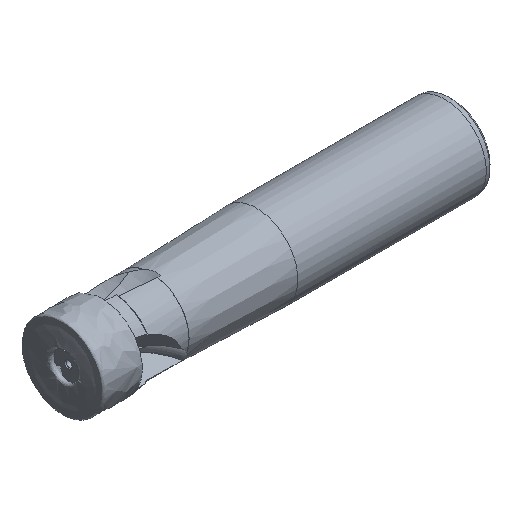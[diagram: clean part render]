
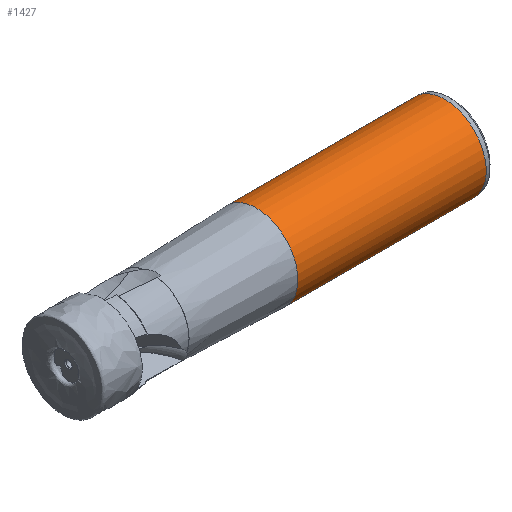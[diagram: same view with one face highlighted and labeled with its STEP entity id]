
A CAD part, isometric view. The second image highlights one B-rep face of the part: STEP entity #1427.
In plain terms, the highlighted cylindrical face has radius 12.5 mm (diameter 25 mm), a full revolution.
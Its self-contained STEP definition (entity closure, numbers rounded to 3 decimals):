
#113 = VECTOR ( 'NONE', #2562, 1000. ) ;
#212 = EDGE_CURVE ( 'NONE', #4228, #2600, #2044, .T. ) ;
#268 = CARTESIAN_POINT ( 'NONE',  ( 75.153, 13.597, 3.089 ) ) ;
#293 = CARTESIAN_POINT ( 'NONE',  ( 91.15, 9.7, -7.884 ) ) ;
#339 = CYLINDRICAL_SURFACE ( 'NONE', #1195, 12.5 ) ;
#367 = ORIENTED_EDGE ( 'NONE', *, *, #1459, .T. ) ;
#452 = EDGE_CURVE ( 'NONE', #2538, #3006, #2185, .T. ) ;
#490 = AXIS2_PLACEMENT_3D ( 'NONE', #593, #3572, #1259 ) ;
#544 = FACE_OUTER_BOUND ( 'NONE', #3835, .T. ) ;
#578 = CARTESIAN_POINT ( 'NONE',  ( 96.203, 13.597, 3.089 ) ) ;
#593 = CARTESIAN_POINT ( 'NONE',  ( 114.85, 0., 0. ) ) ;
#822 = ORIENTED_EDGE ( 'NONE', *, *, #4149, .T. ) ;
#841 = ORIENTED_EDGE ( 'NONE', *, *, #2907, .T. ) ;
#879 = CARTESIAN_POINT ( 'NONE',  ( 57.911, 0., 0. ) ) ;
#897 = ORIENTED_EDGE ( 'NONE', *, *, #1822, .T. ) ;
#901 = CARTESIAN_POINT ( 'NONE',  ( 100.1, 9.7, 7.884 ) ) ;
#1024 = CARTESIAN_POINT ( 'NONE',  ( 57.911, 0., -12.5 ) ) ;
#1131 = EDGE_CURVE ( 'NONE', #3006, #4005, #3567, .T. ) ;
#1195 = AXIS2_PLACEMENT_3D ( 'NONE', #1469, #2783, #2196 ) ;
#1205 = VERTEX_POINT ( 'NONE', #2316 ) ;
#1217 = DIRECTION ( 'NONE',  ( 0., 0., -1. ) ) ;
#1239 = CARTESIAN_POINT ( 'NONE',  ( 75.153, 13.597, -3.089 ) ) ;
#1259 = DIRECTION ( 'NONE',  ( 0., 0., 1. ) ) ;
#1427 = ADVANCED_FACE ( 'NONE', ( #544, #3935, #3834 ), #339, .T. ) ;
#1445 = VERTEX_POINT ( 'NONE', #1024 ) ;
#1446 = DIRECTION ( 'NONE',  ( -1., 0., 0. ) ) ;
#1459 = EDGE_CURVE ( 'NONE', #4188, #2538, #2479, .T. ) ;
#1469 = CARTESIAN_POINT ( 'NONE',  ( 0., 0., 0. ) ) ;
#1517 = CARTESIAN_POINT ( 'NONE',  ( 91.15, 9.7, -7.884 ) ) ;
#1519 = VECTOR ( 'NONE', #1582, 1000. ) ;
#1560 = CIRCLE ( 'NONE', #3998, 12.5 ) ;
#1582 = DIRECTION ( 'NONE',  ( 1., 0., 0. ) ) ;
#1593 = CARTESIAN_POINT ( 'NONE',  ( 95.047, 13.597, 3.089 ) ) ;
#1621 = ORIENTED_EDGE ( 'NONE', *, *, #452, .T. ) ;
#1738 = EDGE_CURVE ( 'NONE', #1445, #1445, #1560, .T. ) ;
#1822 = EDGE_CURVE ( 'NONE', #1205, #4228, #4165, .T. ) ;
#1827 = CARTESIAN_POINT ( 'NONE',  ( 100.1, 9.7, -7.884 ) ) ;
#1862 = CARTESIAN_POINT ( 'NONE',  ( 100.1, 9.7, 7.884 ) ) ;
#1883 = ORIENTED_EDGE ( 'NONE', *, *, #3033, .T. ) ;
#1898 = CARTESIAN_POINT ( 'NONE',  ( 0., 9.7, -7.884 ) ) ;
#2044 = LINE ( 'NONE', #3152, #113 ) ;
#2082 = CARTESIAN_POINT ( 'NONE',  ( 91.15, 9.7, 7.884 ) ) ;
#2185 = LINE ( 'NONE', #1898, #1519 ) ;
#2196 = DIRECTION ( 'NONE',  ( 0., 0., 1. ) ) ;
#2241 = CARTESIAN_POINT ( 'NONE',  ( 95.047, 13.597, -3.089 ) ) ;
#2316 = CARTESIAN_POINT ( 'NONE',  ( 79.05, 9.7, 7.884 ) ) ;
#2319 = EDGE_LOOP ( 'NONE', ( #2420 ) ) ;
#2376 = LINE ( 'NONE', #3169, #3249 ) ;
#2420 = ORIENTED_EDGE ( 'NONE', *, *, #1738, .T. ) ;
#2479 =( BOUNDED_CURVE ( )  B_SPLINE_CURVE ( 3, ( #901, #578, #2860, #3199 ),
 .UNSPECIFIED., .F., .T. ) 
 B_SPLINE_CURVE_WITH_KNOTS ( ( 4, 4 ),
 ( 5.601, 6.966 ),
 .UNSPECIFIED. ) 
 CURVE ( )  GEOMETRIC_REPRESENTATION_ITEM ( )  RATIONAL_B_SPLINE_CURVE ( ( 1., 0.851, 0.851, 1. ) ) 
 REPRESENTATION_ITEM ( '' )  );
#2521 = VECTOR ( 'NONE', #1446, 1000. ) ;
#2534 = CARTESIAN_POINT ( 'NONE',  ( 79.05, 9.7, 7.884 ) ) ;
#2538 = VERTEX_POINT ( 'NONE', #1827 ) ;
#2562 = DIRECTION ( 'NONE',  ( 1., 0., 0. ) ) ;
#2600 = VERTEX_POINT ( 'NONE', #1517 ) ;
#2783 = DIRECTION ( 'NONE',  ( -1., 0., 0. ) ) ;
#2842 = EDGE_LOOP ( 'NONE', ( #1883, #841, #897, #3296 ) ) ;
#2860 = CARTESIAN_POINT ( 'NONE',  ( 96.203, 13.597, -3.089 ) ) ;
#2870 =( BOUNDED_CURVE ( )  B_SPLINE_CURVE ( 3, ( #293, #2241, #1593, #3905 ),
 .UNSPECIFIED., .F., .F. ) 
 B_SPLINE_CURVE_WITH_KNOTS ( ( 4, 4 ),
 ( 2.459, 3.824 ),
 .UNSPECIFIED. ) 
 CURVE ( )  GEOMETRIC_REPRESENTATION_ITEM ( )  RATIONAL_B_SPLINE_CURVE ( ( 1., 0.851, 0.851, 1. ) ) 
 REPRESENTATION_ITEM ( '' )  );
#2907 = EDGE_CURVE ( 'NONE', #3404, #1205, #2376, .T. ) ;
#2957 = ORIENTED_EDGE ( 'NONE', *, *, #1131, .T. ) ;
#3006 = VERTEX_POINT ( 'NONE', #3550 ) ;
#3033 = EDGE_CURVE ( 'NONE', #2600, #3404, #2870, .T. ) ;
#3050 = CARTESIAN_POINT ( 'NONE',  ( 114.85, 9.7, 7.884 ) ) ;
#3139 = CARTESIAN_POINT ( 'NONE',  ( 0., 9.7, 7.884 ) ) ;
#3152 = CARTESIAN_POINT ( 'NONE',  ( 0., 9.7, -7.884 ) ) ;
#3169 = CARTESIAN_POINT ( 'NONE',  ( 0., 9.7, 7.884 ) ) ;
#3180 = DIRECTION ( 'NONE',  ( 1., 0., 0. ) ) ;
#3199 = CARTESIAN_POINT ( 'NONE',  ( 100.1, 9.7, -7.884 ) ) ;
#3249 = VECTOR ( 'NONE', #4171, 1000. ) ;
#3296 = ORIENTED_EDGE ( 'NONE', *, *, #212, .T. ) ;
#3404 = VERTEX_POINT ( 'NONE', #2082 ) ;
#3508 = LINE ( 'NONE', #3139, #2521 ) ;
#3537 = CARTESIAN_POINT ( 'NONE',  ( 79.05, 9.7, -7.884 ) ) ;
#3550 = CARTESIAN_POINT ( 'NONE',  ( 114.85, 9.7, -7.884 ) ) ;
#3567 = CIRCLE ( 'NONE', #490, 12.5 ) ;
#3572 = DIRECTION ( 'NONE',  ( -1., 0., 0. ) ) ;
#3834 = FACE_OUTER_BOUND ( 'NONE', #2319, .T. ) ;
#3835 = EDGE_LOOP ( 'NONE', ( #2957, #822, #367, #1621 ) ) ;
#3905 = CARTESIAN_POINT ( 'NONE',  ( 91.15, 9.7, 7.884 ) ) ;
#3935 = FACE_BOUND ( 'NONE', #2842, .T. ) ;
#3998 = AXIS2_PLACEMENT_3D ( 'NONE', #879, #3180, #1217 ) ;
#4005 = VERTEX_POINT ( 'NONE', #3050 ) ;
#4149 = EDGE_CURVE ( 'NONE', #4005, #4188, #3508, .T. ) ;
#4165 =( BOUNDED_CURVE ( )  B_SPLINE_CURVE ( 3, ( #2534, #268, #1239, #3537 ),
 .UNSPECIFIED., .F., .T. ) 
 B_SPLINE_CURVE_WITH_KNOTS ( ( 4, 4 ),
 ( 5.601, 6.966 ),
 .UNSPECIFIED. ) 
 CURVE ( )  GEOMETRIC_REPRESENTATION_ITEM ( )  RATIONAL_B_SPLINE_CURVE ( ( 1., 0.851, 0.851, 1. ) ) 
 REPRESENTATION_ITEM ( '' )  );
#4171 = DIRECTION ( 'NONE',  ( -1., 0., 0. ) ) ;
#4174 = CARTESIAN_POINT ( 'NONE',  ( 79.05, 9.7, -7.884 ) ) ;
#4188 = VERTEX_POINT ( 'NONE', #1862 ) ;
#4228 = VERTEX_POINT ( 'NONE', #4174 ) ;
